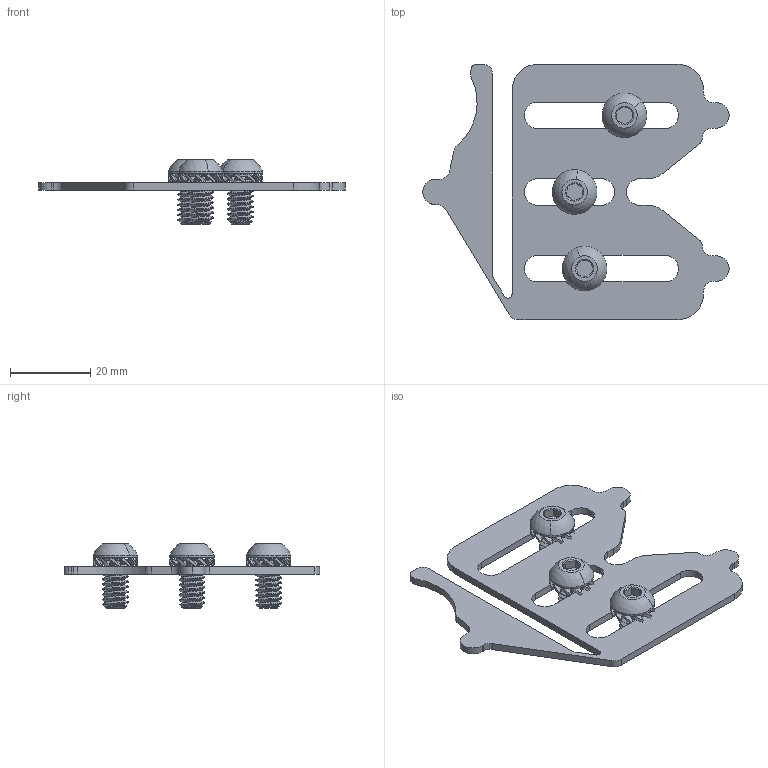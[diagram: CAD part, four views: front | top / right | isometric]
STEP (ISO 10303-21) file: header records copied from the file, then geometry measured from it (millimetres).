
FILE_DESCRIPTION (( 'STEP AP214' ), '1' );
FILE_NAME ('42100.STEP', '2019-12-02T15:36:19', ( 'Mike W' ), ( '' ), 'SwSTEP 2.0', 'SolidWorks 2018', '' );
FILE_SCHEMA (( 'AUTOMOTIVE_DESIGN' ));
Length unit declared in the file: inch
Products named in the file (4): 42100; 421001_421001; M6 WASHER_M6 WASHER ; 142012 BHCS_142012 BHSC
Assembly tree (7 placements, depth 2):
  42100
    421001_421001
    142012 BHCS_142012 BHSC  x3
    M6 WASHER_M6 WASHER   x3
Bounding box: 76.2 x 63.5 x 16.05 mm (x, y, z)
Volume: 6513.5 mm3; surface area: 8938.7 mm2
Topology: 7 solids, 7 shells, 509 faces, 1287 edges, 798 vertices
Faces by surface type: cylinder 183, bspline 153, plane 137, cone 30, sphere 6
Entity records: 9634 total; most frequent: CARTESIAN_POINT 4460, ORIENTED_EDGE 1122, DIRECTION 929, EDGE_CURVE 561, VERTEX_POINT 354, LINE 327, VECTOR 327, AXIS2_PLACEMENT_3D 301
